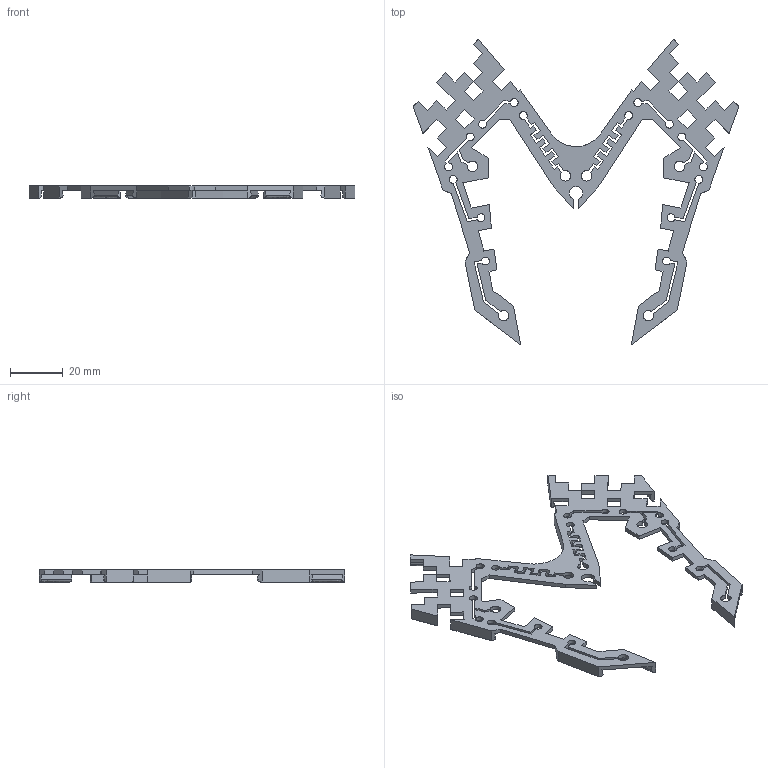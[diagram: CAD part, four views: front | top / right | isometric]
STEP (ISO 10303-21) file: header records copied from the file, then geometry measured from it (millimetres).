
FILE_DESCRIPTION(/* description */ (''),/* implementation_level */ '2;1');
FILE_NAME(/* name */ 'Proto-Pulse-Shell-20X6.step',/* time_stamp */ '2025-12-23T14:30:16-05:00',/* author */ (''),/* organization */ (''),/* preprocessor_version */ 'ST-DEVELOPER v20.1',/* originating_system */ 'Autodesk Translation Framework v14.21.0.0',/* authorisation */ '');
FILE_SCHEMA (('AUTOMOTIVE_DESIGN { 1 0 10303 214 3 1 1 }'));
Length unit declared in the file: millimetre
Products named in the file (2): Proto-Pulse-Shell-20X6; Corruption Crest
Assembly tree (1 placements, depth 2):
  Proto-Pulse-Shell-20X6
    Corruption Crest
Bounding box: 124.02 x 116.29 x 4.6 mm (x, y, z)
Volume: 6295.9 mm3; surface area: 10943.6 mm2
Topology: 1 solids, 1 shells, 295 faces, 880 edges, 584 vertices
Faces by surface type: plane 218, bspline 53, cylinder 24
Full cylindrical faces by diameter (mm): 6.5 x1
Entity records: 11516 total; most frequent: CARTESIAN_POINT 3923, ORIENTED_EDGE 1760, DIRECTION 1242, EDGE_CURVE 880, LINE 656, VECTOR 656, VERTEX_POINT 584, EDGE_LOOP 320
